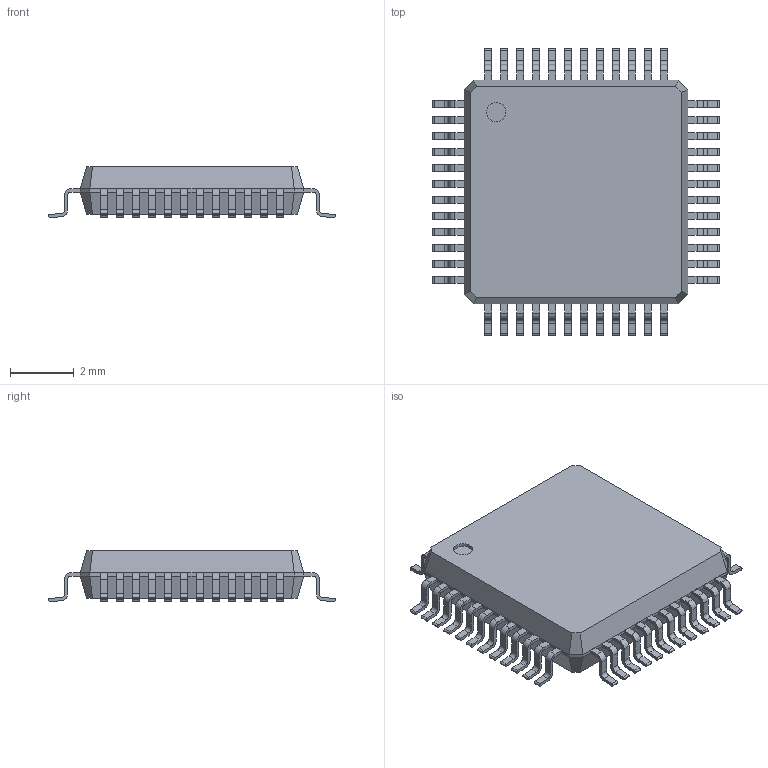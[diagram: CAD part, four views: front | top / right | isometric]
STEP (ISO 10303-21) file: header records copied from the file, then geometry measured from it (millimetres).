
FILE_DESCRIPTION(/* description */ (''),/* implementation_level */ '2;1');
FILE_NAME(/* name */ 'LQFP48.step',/* time_stamp */ '2021-08-20T19:57:06+03:00',/* author */ (''),/* organization */ (''),/* preprocessor_version */ 'ST-DEVELOPER v18.1',/* originating_system */ 'Autodesk Translation Framework v10.9.0.1377',/* authorisation */ '');
FILE_SCHEMA (('AUTOMOTIVE_DESIGN { 1 0 10303 214 3 1 1 }'));
Length unit declared in the file: millimetre
Products named in the file (1): . LQFP48
Bounding box: 8.99 x 8.99 x 1.6 mm (x, y, z)
Volume: 71.2 mm3; surface area: 180.6 mm2
Topology: 49 solids, 49 shells, 748 faces, 1931 edges, 1282 vertices
Faces by surface type: plane 459, cylinder 289
Full cylindrical faces by diameter (mm): 0.6 x1
Entity records: 22844 total; most frequent: DIRECTION 4007, CARTESIAN_POINT 3962, ORIENTED_EDGE 3862, EDGE_CURVE 1931, LINE 1353, VECTOR 1353, AXIS2_PLACEMENT_3D 1327, VERTEX_POINT 1282
